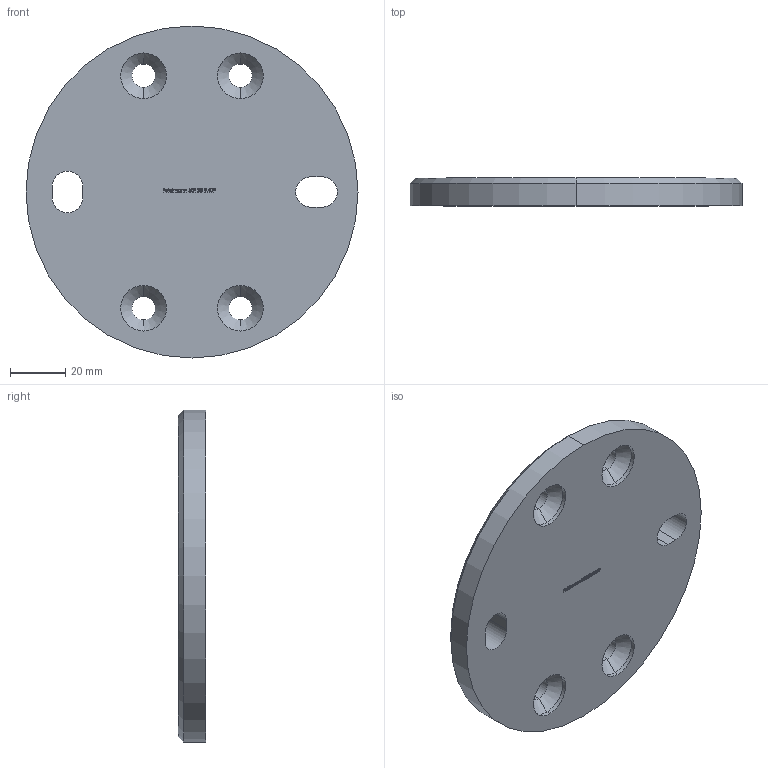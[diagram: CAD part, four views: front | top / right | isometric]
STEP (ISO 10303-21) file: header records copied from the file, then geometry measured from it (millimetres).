
FILE_DESCRIPTION (( 'STEP AP203' ), '1' );
FILE_NAME ('50138-240P.step', '2019-05-03T08:27:34', ( '' ), ( '' ), 'SwSTEP 2.0', 'SolidWorks 2015', '' );
FILE_SCHEMA (( 'CONFIG_CONTROL_DESIGN' ));
Length unit declared in the file: millimetre
Products named in the file (1): 50138-240P
Bounding box: 120 x 10 x 120 mm (x, y, z)
Volume: 105235.6 mm3; surface area: 26845.7 mm2
Topology: 1 solids, 1 shells, 283 faces, 744 edges, 490 vertices
Faces by surface type: plane 133, bspline 117, cylinder 23, cone 10
Entity records: 15201 total; most frequent: CARTESIAN_POINT 8875, ORIENTED_EDGE 1488, DIRECTION 892, EDGE_CURVE 744, VERTEX_POINT 490, LINE 462, VECTOR 462, EDGE_LOOP 322
